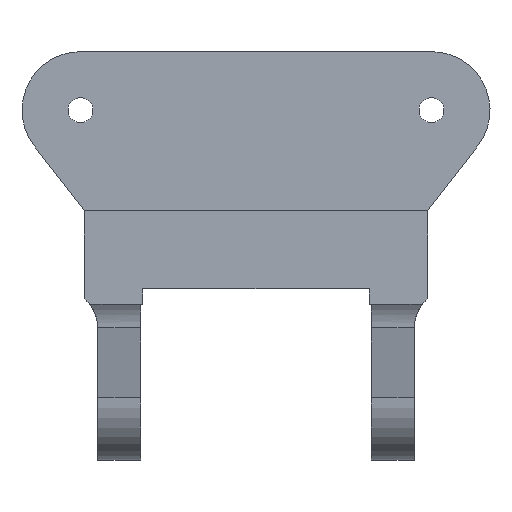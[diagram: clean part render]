
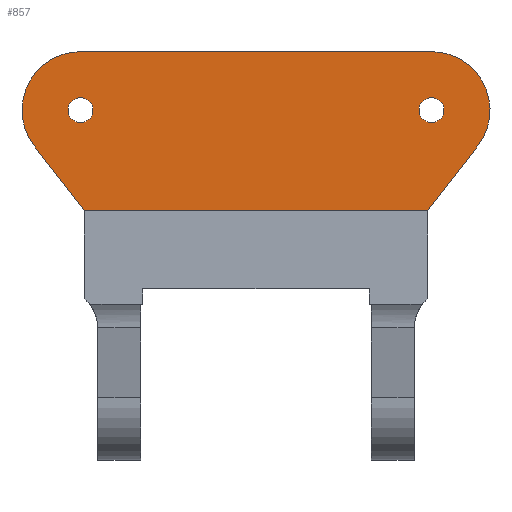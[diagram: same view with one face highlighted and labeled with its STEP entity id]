
A CAD part, front view. The second image highlights one B-rep face of the part: STEP entity #857.
In plain terms, the highlighted planar face has unit normal (0, -1, 0).
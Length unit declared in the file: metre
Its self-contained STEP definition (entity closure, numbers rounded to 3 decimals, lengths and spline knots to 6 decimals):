
#82=CIRCLE('',#956,0.0075);
#83=CIRCLE('',#960,0.0075);
#84=CIRCLE('',#963,0.0016);
#85=CIRCLE('',#965,0.0016);
#302=ORIENTED_EDGE('',*,*,#420,.T.);
#303=ORIENTED_EDGE('',*,*,#412,.F.);
#304=ORIENTED_EDGE('',*,*,#419,.T.);
#305=ORIENTED_EDGE('',*,*,#417,.T.);
#306=ORIENTED_EDGE('',*,*,#415,.F.);
#307=ORIENTED_EDGE('',*,*,#310,.T.);
#308=ORIENTED_EDGE('',*,*,#414,.T.);
#309=ORIENTED_EDGE('',*,*,#421,.T.);
#310=EDGE_CURVE('',#422,#423,#502,.T.);
#412=EDGE_CURVE('',#496,#497,#82,.T.);
#414=EDGE_CURVE('',#423,#497,#559,.T.);
#415=EDGE_CURVE('',#422,#498,#560,.T.);
#417=EDGE_CURVE('',#499,#498,#83,.T.);
#419=EDGE_CURVE('',#496,#499,#563,.T.);
#420=EDGE_CURVE('',#500,#500,#84,.T.);
#421=EDGE_CURVE('',#501,#501,#85,.T.);
#422=VERTEX_POINT('',#1226);
#423=VERTEX_POINT('',#1227);
#496=VERTEX_POINT('',#1439);
#497=VERTEX_POINT('',#1441);
#498=VERTEX_POINT('',#1447);
#499=VERTEX_POINT('',#1451);
#500=VERTEX_POINT('',#1457);
#501=VERTEX_POINT('',#1460);
#502=LINE('',#1225,#564);
#559=LINE('',#1444,#621);
#560=LINE('',#1446,#622);
#563=LINE('',#1454,#625);
#564=VECTOR('',#971,1.);
#621=VECTOR('',#1200,1.);
#622=VECTOR('',#1203,1.);
#625=VECTOR('',#1212,1.);
#705=EDGE_LOOP('',(#302));
#706=EDGE_LOOP('',(#303,#304,#305,#306,#307,#308));
#707=EDGE_LOOP('',(#309));
#787=FACE_BOUND('',#705,.T.);
#788=FACE_BOUND('',#706,.T.);
#789=FACE_BOUND('',#707,.T.);
#811=PLANE('',#966);
#857=ADVANCED_FACE('',(#787,#788,#789),#811,.F.);
#956=AXIS2_PLACEMENT_3D('',#1440,#1195,#1196);
#960=AXIS2_PLACEMENT_3D('',#1450,#1207,#1208);
#963=AXIS2_PLACEMENT_3D('',#1456,#1215,#1216);
#965=AXIS2_PLACEMENT_3D('',#1459,#1219,#1220);
#966=AXIS2_PLACEMENT_3D('',#1461,#1221,#1222);
#971=DIRECTION('',(1.,0.,0.));
#1195=DIRECTION('',(0.,1.,0.));
#1196=DIRECTION('',(0.,0.,1.));
#1200=DIRECTION('',(0.612,0.,0.791));
#1203=DIRECTION('',(-0.612,0.,0.791));
#1207=DIRECTION('',(0.,-1.,0.));
#1208=DIRECTION('',(0.,0.,1.));
#1212=DIRECTION('',(-1.,0.,0.));
#1215=DIRECTION('',(0.,1.,0.));
#1216=DIRECTION('',(0.,0.,1.));
#1219=DIRECTION('',(0.,1.,0.));
#1220=DIRECTION('',(0.,0.,1.));
#1221=DIRECTION('',(0.,1.,0.));
#1222=DIRECTION('',(-1.,0.,0.));
#1225=CARTESIAN_POINT('',(0.,0.001,-0.01475));
#1226=CARTESIAN_POINT('',(-0.022,0.001,-0.01475));
#1227=CARTESIAN_POINT('',(0.022,0.001,-0.01475));
#1439=CARTESIAN_POINT('',(0.0225,0.001,0.00565));
#1440=CARTESIAN_POINT('',(0.0225,0.001,-0.00185));
#1441=CARTESIAN_POINT('',(0.028431,0.001,-0.00644));
#1444=CARTESIAN_POINT('',(0.025216,0.001,-0.010595));
#1446=CARTESIAN_POINT('',(-0.025216,0.001,-0.010595));
#1447=CARTESIAN_POINT('',(-0.028431,0.001,-0.00644));
#1450=CARTESIAN_POINT('',(-0.0225,0.001,-0.00185));
#1451=CARTESIAN_POINT('',(-0.0225,0.001,0.00565));
#1454=CARTESIAN_POINT('',(-0.01125,0.001,0.00565));
#1456=CARTESIAN_POINT('',(0.0225,0.001,-0.00185));
#1457=CARTESIAN_POINT('',(0.0225,0.001,-0.00025));
#1459=CARTESIAN_POINT('',(-0.0225,0.001,-0.00185));
#1460=CARTESIAN_POINT('',(-0.0225,0.001,-0.00025));
#1461=CARTESIAN_POINT('',(0.,0.001,-0.00955));
